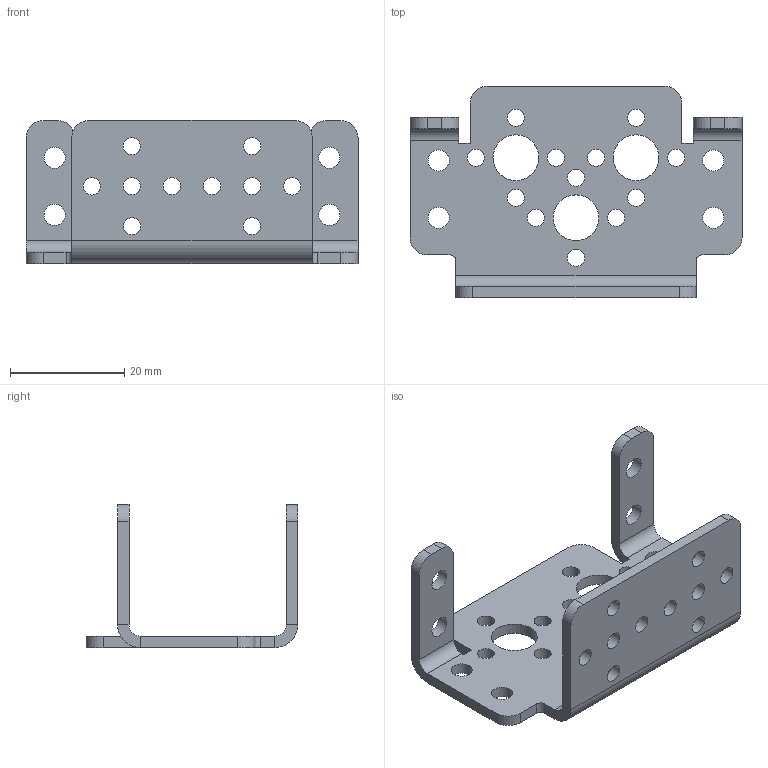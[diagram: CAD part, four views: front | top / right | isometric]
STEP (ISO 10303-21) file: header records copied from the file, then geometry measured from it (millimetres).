
FILE_DESCRIPTION(/* description */ (''),/* implementation_level */ '2;1');
FILE_NAME(/* name */ 'Servo Bracket - universal v10.step',/* time_stamp */ '2017-09-22T13:39:38+08:00',/* author */ (''),/* organization */ (''),/* preprocessor_version */ 'ST-DEVELOPER v16.13',/* originating_system */ 'Autodesk Translation Framework v6.1.1.50',/* authorisation */ '');
FILE_SCHEMA (('AUTOMOTIVE_DESIGN { 1 0 10303 214 3 1 1 }'));
Length unit declared in the file: millimetre
Products named in the file (2): Servo Bracket - universal v10; Servo Bracket - universal
Assembly tree (1 placements, depth 2):
  Servo Bracket - universal v10
    Servo Bracket - universal
Bounding box: 58 x 37 x 25 mm (x, y, z)
Volume: 5524.6 mm3; surface area: 6925.2 mm2
Topology: 1 solids, 1 shells, 87 faces, 231 edges, 146 vertices
Faces by surface type: cylinder 51, plane 36
Full cylindrical faces by diameter (mm): 3 x22, 3.7 x8, 8 x3
Entity records: 2740 total; most frequent: DIRECTION 482, CARTESIAN_POINT 435, ORIENTED_EDGE 396, EDGE_CURVE 198, AXIS2_PLACEMENT_3D 193, EDGE_LOOP 186, VERTEX_POINT 146, CIRCLE 102
